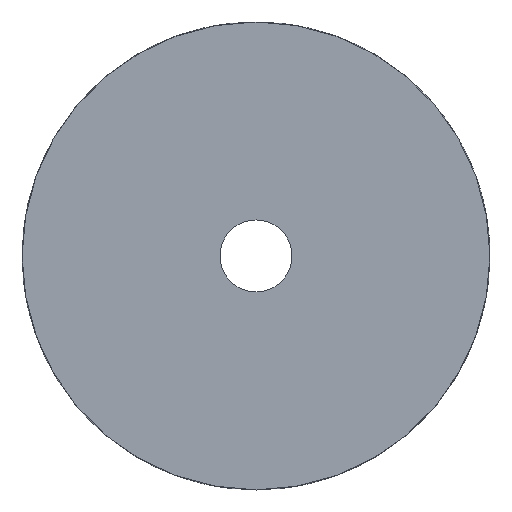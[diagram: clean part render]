
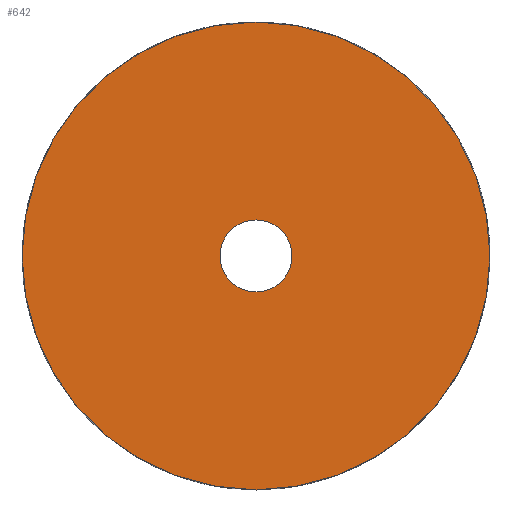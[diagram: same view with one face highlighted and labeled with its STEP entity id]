
A CAD part, top view. The second image highlights one B-rep face of the part: STEP entity #642.
In plain terms, the highlighted planar face has unit normal (0, 0, 1).
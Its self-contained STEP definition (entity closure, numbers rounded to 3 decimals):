
#60 = ORIENTED_EDGE ( 'NONE', *, *, #345, .T. ) ;
#160 = EDGE_CURVE ( 'NONE', #1889, #1860, #465, .T. ) ;
#176 = DIRECTION ( 'NONE',  ( 1., 0., 0. ) ) ;
#288 = CARTESIAN_POINT ( 'NONE',  ( 0., 0., 2. ) ) ;
#298 = FACE_OUTER_BOUND ( 'NONE', #783, .T. ) ;
#334 = AXIS2_PLACEMENT_3D ( 'NONE', #609, #1194, #1660 ) ;
#345 = EDGE_CURVE ( 'NONE', #1860, #1889, #1072, .T. ) ;
#354 = EDGE_CURVE ( 'NONE', #1398, #1700, #1669, .T. ) ;
#448 = DIRECTION ( 'NONE',  ( 1., 0., 0. ) ) ;
#465 = CIRCLE ( 'NONE', #1571, 32.5 ) ;
#483 = DIRECTION ( 'NONE',  ( 1., 0., 0. ) ) ;
#492 = CARTESIAN_POINT ( 'NONE',  ( 0., 0., 2. ) ) ;
#501 = EDGE_LOOP ( 'NONE', ( #1581, #1944 ) ) ;
#520 = CARTESIAN_POINT ( 'NONE',  ( 32.5, 0., 2. ) ) ;
#609 = CARTESIAN_POINT ( 'NONE',  ( 0., 0., 2. ) ) ;
#642 = ADVANCED_FACE ( 'NONE', ( #298, #903 ), #1532, .T. ) ;
#675 = DIRECTION ( 'NONE',  ( 0., 0., 1. ) ) ;
#764 = AXIS2_PLACEMENT_3D ( 'NONE', #1083, #675, #176 ) ;
#783 = EDGE_LOOP ( 'NONE', ( #1037, #60 ) ) ;
#793 = CIRCLE ( 'NONE', #764, 5. ) ;
#818 = CARTESIAN_POINT ( 'NONE',  ( -32.5, 0., 2. ) ) ;
#903 = FACE_BOUND ( 'NONE', #501, .T. ) ;
#907 = DIRECTION ( 'NONE',  ( 0., 0., 1. ) ) ;
#929 = CARTESIAN_POINT ( 'NONE',  ( 5., 0., 2. ) ) ;
#975 = DIRECTION ( 'NONE',  ( 0., 0., 1. ) ) ;
#1037 = ORIENTED_EDGE ( 'NONE', *, *, #160, .T. ) ;
#1072 = CIRCLE ( 'NONE', #1958, 32.5 ) ;
#1083 = CARTESIAN_POINT ( 'NONE',  ( 0., 0., 2. ) ) ;
#1194 = DIRECTION ( 'NONE',  ( 0., 0., 1. ) ) ;
#1240 = EDGE_CURVE ( 'NONE', #1700, #1398, #793, .T. ) ;
#1263 = DIRECTION ( 'NONE',  ( 0., 0., 1. ) ) ;
#1268 = CARTESIAN_POINT ( 'NONE',  ( 0., 0., 2. ) ) ;
#1398 = VERTEX_POINT ( 'NONE', #1956 ) ;
#1532 = PLANE ( 'NONE',  #1828 ) ;
#1571 = AXIS2_PLACEMENT_3D ( 'NONE', #1268, #975, #1863 ) ;
#1581 = ORIENTED_EDGE ( 'NONE', *, *, #354, .F. ) ;
#1660 = DIRECTION ( 'NONE',  ( 1., 0., 0. ) ) ;
#1669 = CIRCLE ( 'NONE', #334, 5. ) ;
#1700 = VERTEX_POINT ( 'NONE', #929 ) ;
#1828 = AXIS2_PLACEMENT_3D ( 'NONE', #492, #1263, #483 ) ;
#1860 = VERTEX_POINT ( 'NONE', #520 ) ;
#1863 = DIRECTION ( 'NONE',  ( 1., 0., 0. ) ) ;
#1889 = VERTEX_POINT ( 'NONE', #818 ) ;
#1944 = ORIENTED_EDGE ( 'NONE', *, *, #1240, .F. ) ;
#1956 = CARTESIAN_POINT ( 'NONE',  ( -5., 0., 2. ) ) ;
#1958 = AXIS2_PLACEMENT_3D ( 'NONE', #288, #907, #448 ) ;
